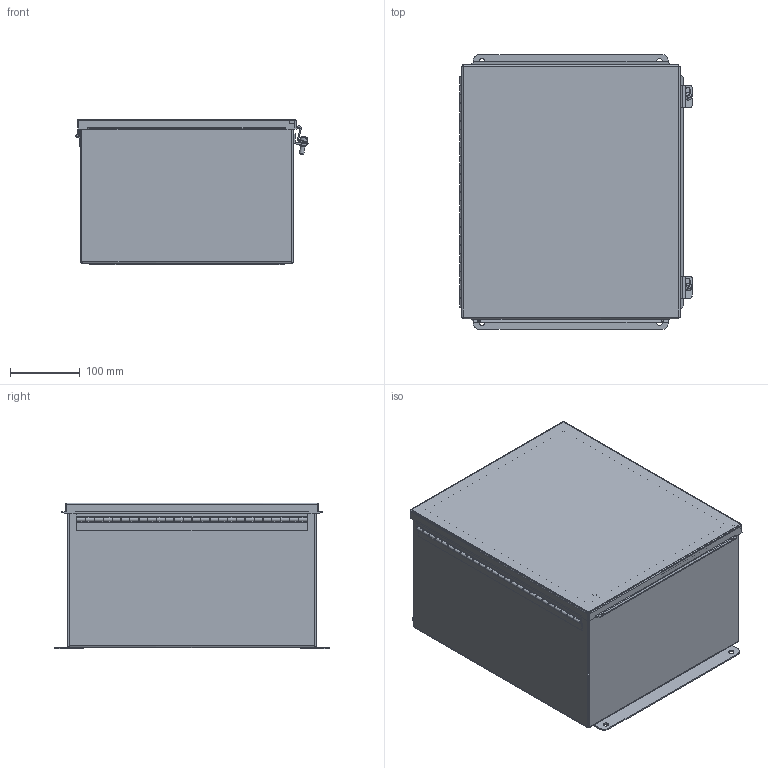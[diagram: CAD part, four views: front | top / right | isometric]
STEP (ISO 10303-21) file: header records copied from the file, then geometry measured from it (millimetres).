
FILE_DESCRIPTION((''),'2;1');
FILE_NAME('B141208CH.iam.stp','2012-02-09T07:14:23',(''),(''),'Autodesk Inventor 2012','Autodesk Inventor 2012','');
FILE_SCHEMA(('AUTOMOTIVE_DESIGN { 1 0 10303 214 1 1 1 1 }'));
Length unit declared in the file: inch
Products named in the file (14): B141208CH; 3499; 3485; C1001; C1002; 372134; B141208CHBKP; 328124; 328124LH; 328124P; 328124TH; 316168; 38811; B1412CHLID
Assembly tree (21 placements, depth 3):
  B141208CH
    3499  x4
    3485  x2
    C1001  x2
    C1002  x2
    372134  x2
    B141208CHBKP
    328124
      328124LH
      328124P
      328124TH
    316168  x2
    38811
    B1412CHLID
Bounding box: 332.41 x 393.7 x 208.78 mm (x, y, z)
Volume: 1098248.2 mm3; surface area: 1187191.1 mm2
Topology: 20 solids, 20 shells, 519 faces, 1293 edges, 823 vertices
Faces by surface type: plane 335, cylinder 139, bspline 36, sphere 4, cone 3, torus 2
Full cylindrical faces by diameter (mm): 2.54 x1, 2.957 x26, 3.556 x2, 3.962 x4, 4.826 x1, 4.978 x2, 6.35 x3, 7.62 x4, 7.874 x4, 8.738 x2, 10.402 x2, 15.875 x4
Entity records: 13375 total; most frequent: CARTESIAN_POINT 2894, DIRECTION 1994, ORIENTED_EDGE 1968, EDGE_CURVE 984, VECTOR 744, LINE 744, VERTEX_POINT 642, AXIS2_PLACEMENT_3D 625
